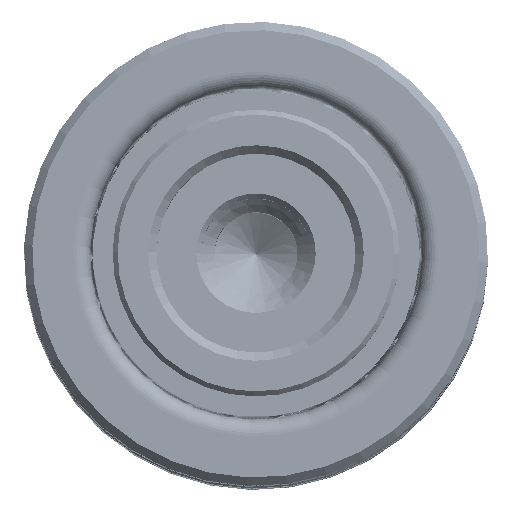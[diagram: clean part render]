
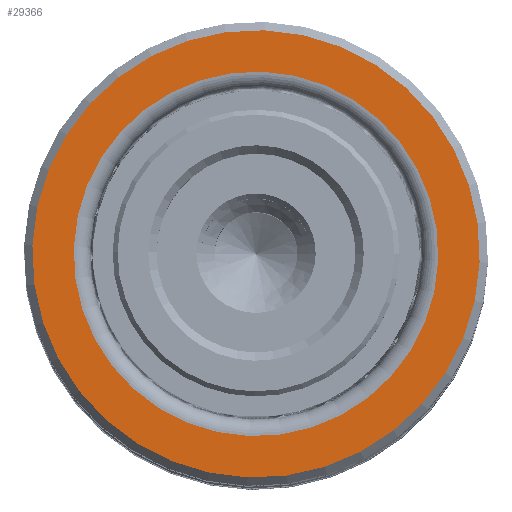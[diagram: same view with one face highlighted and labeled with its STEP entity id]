
A CAD part, top view. The second image highlights one B-rep face of the part: STEP entity #29366.
In plain terms, the highlighted face is planar.
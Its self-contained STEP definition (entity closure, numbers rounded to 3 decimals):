
#361 = EDGE_LOOP ( 'NONE', ( #19968, #3193 ) ) ;
#1754 = CIRCLE ( 'NONE', #24541, 13.5 ) ;
#3193 = ORIENTED_EDGE ( 'NONE', *, *, #27977, .T. ) ;
#4193 = DIRECTION ( 'NONE',  ( 0., 0., 1. ) ) ;
#4337 = DIRECTION ( 'NONE',  ( 0., 0., 1. ) ) ;
#5559 = CARTESIAN_POINT ( 'NONE',  ( -11., 0., 0. ) ) ;
#5631 = CARTESIAN_POINT ( 'NONE',  ( 0., 0., 0. ) ) ;
#7764 = CIRCLE ( 'NONE', #33231, 13.5 ) ;
#8068 = CARTESIAN_POINT ( 'NONE',  ( -13.5, 0., 0. ) ) ;
#8418 = CARTESIAN_POINT ( 'NONE',  ( 0., 0., 0. ) ) ;
#8675 = DIRECTION ( 'NONE',  ( 1., 0., 0. ) ) ;
#11467 = DIRECTION ( 'NONE',  ( 1., 0., 0. ) ) ;
#11558 = AXIS2_PLACEMENT_3D ( 'NONE', #22504, #4337, #25582 ) ;
#12985 = DIRECTION ( 'NONE',  ( 0., 0., -1. ) ) ;
#13589 = FACE_BOUND ( 'NONE', #361, .T. ) ;
#13688 = ORIENTED_EDGE ( 'NONE', *, *, #37168, .T. ) ;
#15155 = EDGE_CURVE ( 'NONE', #27388, #23302, #1754, .T. ) ;
#16880 = CARTESIAN_POINT ( 'NONE',  ( 13.5, 0., 0. ) ) ;
#17277 = AXIS2_PLACEMENT_3D ( 'NONE', #5631, #26894, #8675 ) ;
#17278 = CIRCLE ( 'NONE', #11558, 11. ) ;
#19968 = ORIENTED_EDGE ( 'NONE', *, *, #36377, .T. ) ;
#22453 = VERTEX_POINT ( 'NONE', #5559 ) ;
#22504 = CARTESIAN_POINT ( 'NONE',  ( 0., 0., 0. ) ) ;
#23302 = VERTEX_POINT ( 'NONE', #16880 ) ;
#23916 = AXIS2_PLACEMENT_3D ( 'NONE', #37537, #4193, #25434 ) ;
#24541 = AXIS2_PLACEMENT_3D ( 'NONE', #31196, #12985, #34273 ) ;
#25434 = DIRECTION ( 'NONE',  ( 1., 0., 0. ) ) ;
#25582 = DIRECTION ( 'NONE',  ( 1., 0., 0. ) ) ;
#25993 = CIRCLE ( 'NONE', #17277, 11. ) ;
#26894 = DIRECTION ( 'NONE',  ( 0., 0., 1. ) ) ;
#27388 = VERTEX_POINT ( 'NONE', #8068 ) ;
#27977 = EDGE_CURVE ( 'NONE', #22453, #31200, #25993, .T. ) ;
#28852 = EDGE_LOOP ( 'NONE', ( #13688, #31054 ) ) ;
#29366 = ADVANCED_FACE ( 'NONE', ( #13589, #36928 ), #34482, .F. ) ;
#29701 = DIRECTION ( 'NONE',  ( 0., 0., -1. ) ) ;
#31054 = ORIENTED_EDGE ( 'NONE', *, *, #15155, .T. ) ;
#31196 = CARTESIAN_POINT ( 'NONE',  ( 0., 0., 0. ) ) ;
#31200 = VERTEX_POINT ( 'NONE', #32442 ) ;
#32442 = CARTESIAN_POINT ( 'NONE',  ( 11., 0., 0. ) ) ;
#33231 = AXIS2_PLACEMENT_3D ( 'NONE', #8418, #29701, #11467 ) ;
#34273 = DIRECTION ( 'NONE',  ( 1., 0., 0. ) ) ;
#34482 = PLANE ( 'NONE',  #23916 ) ;
#36377 = EDGE_CURVE ( 'NONE', #31200, #22453, #17278, .T. ) ;
#36928 = FACE_OUTER_BOUND ( 'NONE', #28852, .T. ) ;
#37168 = EDGE_CURVE ( 'NONE', #23302, #27388, #7764, .T. ) ;
#37537 = CARTESIAN_POINT ( 'NONE',  ( 0., 0., 0. ) ) ;
